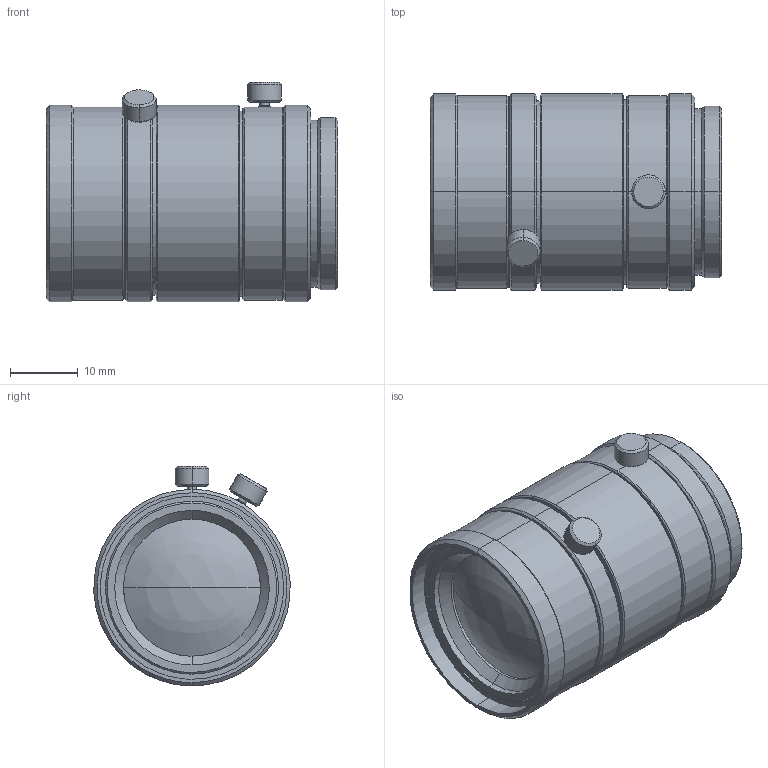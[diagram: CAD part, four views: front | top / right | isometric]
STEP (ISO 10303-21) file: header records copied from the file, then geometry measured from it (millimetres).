
FILE_DESCRIPTION ((), '1');
FILE_NAME ('O-C2-S-50-26.stp', '2016-05-25T17:03:40', ('Unknown'), ('Unknown'), 'HarmonyWare STEP v1.7.11', 'HarmonyWare Translators', '');
FILE_SCHEMA (('CONFIG_CONTROL_DESIGN'));
Length unit declared in the file: millimetre
Products named in the file (2): O-C2-S-50-26
Bounding box: 43 x 28.94 x 32.45 mm (x, y, z)
Volume: 22625.2 mm3; surface area: 7201.9 mm2
Topology: 2 solids, 2 shells, 143 faces, 286 edges, 168 vertices
Faces by surface type: bspline 143
Entity records: 5444 total; most frequent: CARTESIAN_POINT 3604, ORIENTED_EDGE 572, EDGE_CURVE 286, VERTEX_POINT 168, EDGE_LOOP 164, FACE_OUTER_BOUND 143, ADVANCED_FACE 143, B_SPLINE_CURVE_WITH_KNOTS 118
